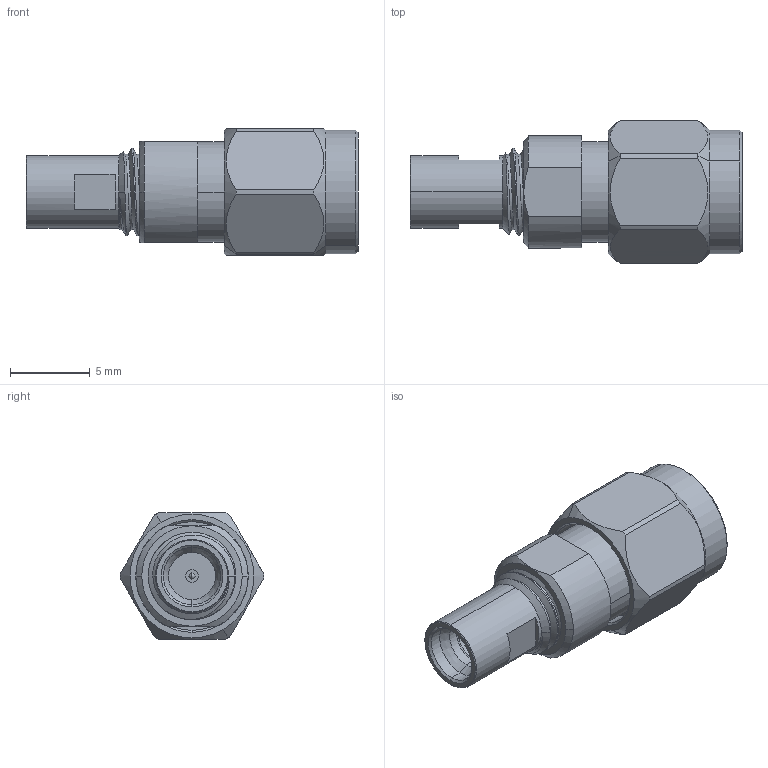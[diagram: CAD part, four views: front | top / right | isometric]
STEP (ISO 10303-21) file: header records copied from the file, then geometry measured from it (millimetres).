
FILE_DESCRIPTION (( 'STEP AP203' ), '1' );
FILE_NAME ('SM8807.step', '2019-06-07T19:53:02', ( '' ), ( '' ), 'SwSTEP 2.0', 'SolidWorks 2018', '' );
FILE_SCHEMA (( 'CONFIG_CONTROL_DESIGN' ));
Length unit declared in the file: inch
Products named in the file (1): SM8807
Bounding box: 20.83 x 8.99 x 7.94 mm (x, y, z)
Volume: 607.9 mm3; surface area: 859.4 mm2
Topology: 1 solids, 1 shells, 117 faces, 278 edges, 174 vertices
Faces by surface type: cylinder 51, cone 28, plane 27, bspline 9, sphere 2
Entity records: 6935 total; most frequent: CARTESIAN_POINT 4287, ORIENTED_EDGE 548, DIRECTION 529, EDGE_CURVE 274, AXIS2_PLACEMENT_3D 217, VERTEX_POINT 172, EDGE_LOOP 130, FACE_OUTER_BOUND 117
